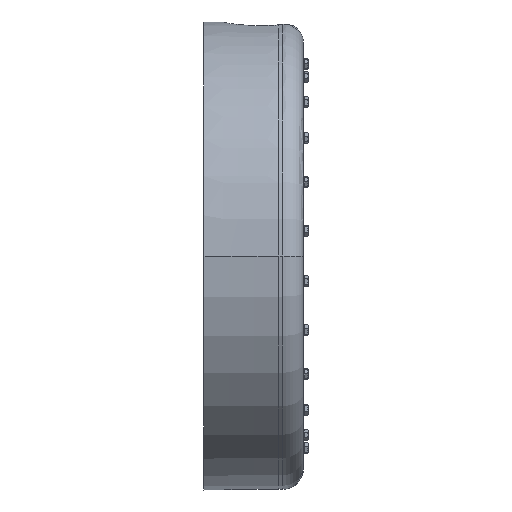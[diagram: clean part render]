
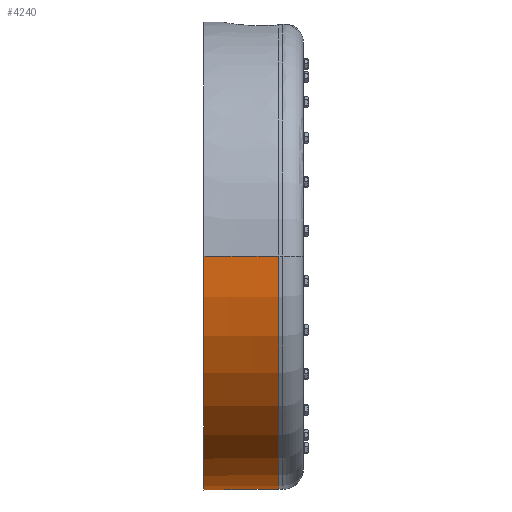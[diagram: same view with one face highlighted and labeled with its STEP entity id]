
A CAD part, left-side view. The second image highlights one B-rep face of the part: STEP entity #4240.
In plain terms, the highlighted toroidal (fillet/blend) face has major radius 5318.95 mm and minor radius 5000 mm.
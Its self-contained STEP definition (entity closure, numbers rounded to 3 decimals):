
#797 = AXIS2_PLACEMENT_3D ( 'NONE', #2006, #2004, #2015 ) ;
#1305 = FACE_OUTER_BOUND ( 'NONE', #22454, .T. ) ;
#1319 = TOROIDAL_SURFACE ( 'NONE', #797, 5318.953, 5000. ) ;
#2004 = DIRECTION ( 'NONE',  ( 0., 1., 0. ) ) ;
#2006 = CARTESIAN_POINT ( 'NONE',  ( 0., 23.691, 0. ) ) ;
#2015 = DIRECTION ( 'NONE',  ( -1., 0., 0. ) ) ;
#4240 = ADVANCED_FACE ( 'NONE', ( #1305 ), #1319, .F. ) ;
#13191 = AXIS2_PLACEMENT_3D ( 'NONE', #16595, #16596, #16597 ) ;
#13203 = AXIS2_PLACEMENT_3D ( 'NONE', #16589, #16590, #16591 ) ;
#13208 = AXIS2_PLACEMENT_3D ( 'NONE', #16608, #16609, #16610 ) ;
#13263 = AXIS2_PLACEMENT_3D ( 'NONE', #17054, #17061, #17062 ) ;
#14339 = CARTESIAN_POINT ( 'NONE',  ( -320., 126., 0. ) ) ;
#14340 = CARTESIAN_POINT ( 'NONE',  ( -318.953, 23.691, 0. ) ) ;
#14345 = CARTESIAN_POINT ( 'NONE',  ( 318.953, 23.691, 0. ) ) ;
#14346 = CARTESIAN_POINT ( 'NONE',  ( 320., 126., 0. ) ) ;
#15086 = CIRCLE ( 'NONE', #13203, 5000. ) ;
#15088 = CIRCLE ( 'NONE', #13191, 320. ) ;
#15091 = CIRCLE ( 'NONE', #13208, 318.953 ) ;
#15217 = CIRCLE ( 'NONE', #13263, 5000. ) ;
#16589 = CARTESIAN_POINT ( 'NONE',  ( 5318.953, 23.691, 0. ) ) ;
#16590 = DIRECTION ( 'NONE',  ( 0., 0., 1. ) ) ;
#16591 = DIRECTION ( 'NONE',  ( 1., 0., 0. ) ) ;
#16595 = CARTESIAN_POINT ( 'NONE',  ( 0., 126., 0. ) ) ;
#16596 = DIRECTION ( 'NONE',  ( 0., 1., 0. ) ) ;
#16597 = DIRECTION ( 'NONE',  ( -1., 0., 0. ) ) ;
#16608 = CARTESIAN_POINT ( 'NONE',  ( 0., 23.691, 0. ) ) ;
#16609 = DIRECTION ( 'NONE',  ( 0., 1., 0. ) ) ;
#16610 = DIRECTION ( 'NONE',  ( -1., 0., 0. ) ) ;
#17054 = CARTESIAN_POINT ( 'NONE',  ( -5318.953, 23.691, 0. ) ) ;
#17061 = DIRECTION ( 'NONE',  ( 0., 0., -1. ) ) ;
#17062 = DIRECTION ( 'NONE',  ( -1., 0., 0. ) ) ;
#21132 = VERTEX_POINT ( 'NONE', #14339 ) ;
#21133 = VERTEX_POINT ( 'NONE', #14340 ) ;
#21138 = VERTEX_POINT ( 'NONE', #14345 ) ;
#21139 = VERTEX_POINT ( 'NONE', #14346 ) ;
#21466 = EDGE_CURVE ( 'NONE', #21139, #21138, #15086, .T. ) ;
#21468 = EDGE_CURVE ( 'NONE', #21139, #21132, #15088, .T. ) ;
#21472 = EDGE_CURVE ( 'NONE', #21138, #21133, #15091, .T. ) ;
#21586 = EDGE_CURVE ( 'NONE', #21132, #21133, #15217, .T. ) ;
#22454 = EDGE_LOOP ( 'NONE', ( #23867, #23866, #23865, #23864 ) ) ;
#23864 = ORIENTED_EDGE ( 'NONE', *, *, #21468, .F. ) ;
#23865 = ORIENTED_EDGE ( 'NONE', *, *, #21586, .F. ) ;
#23866 = ORIENTED_EDGE ( 'NONE', *, *, #21472, .T. ) ;
#23867 = ORIENTED_EDGE ( 'NONE', *, *, #21466, .T. ) ;
